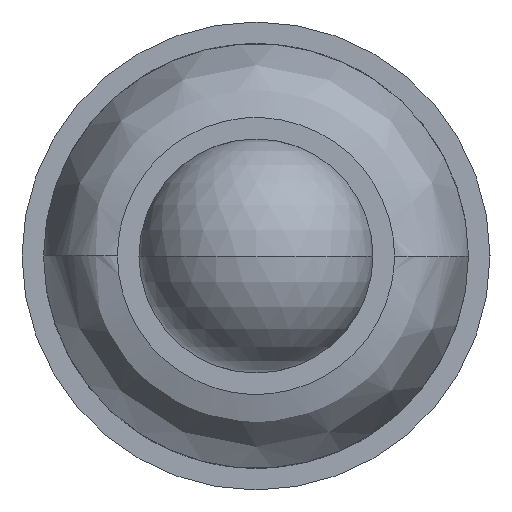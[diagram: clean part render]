
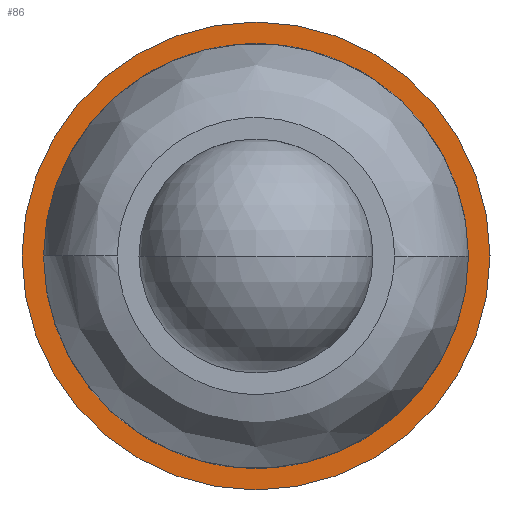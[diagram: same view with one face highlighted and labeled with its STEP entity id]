
A CAD part, left-side view. The second image highlights one B-rep face of the part: STEP entity #86.
In plain terms, the highlighted planar face has unit normal (-1, 0, 0).
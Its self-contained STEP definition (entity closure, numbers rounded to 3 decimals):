
#2 = CARTESIAN_POINT ( 'NONE',  ( -0.51, 0., 0. ) ) ;
#17 = CARTESIAN_POINT ( 'NONE',  ( -0.51, 0., 0. ) ) ;
#61 = VERTEX_POINT ( 'NONE', #699 ) ;
#79 = EDGE_CURVE ( 'NONE', #818, #209, #431, .T. ) ;
#86 = ADVANCED_FACE ( 'NONE', ( #99, #108 ), #518, .T. ) ;
#99 = FACE_BOUND ( 'NONE', #621, .T. ) ;
#108 = FACE_OUTER_BOUND ( 'NONE', #333, .T. ) ;
#124 = DIRECTION ( 'NONE',  ( 0., 1., 0. ) ) ;
#138 = CARTESIAN_POINT ( 'NONE',  ( -0.51, -0.38, 0. ) ) ;
#198 = AXIS2_PLACEMENT_3D ( 'NONE', #2, #786, #713 ) ;
#209 = VERTEX_POINT ( 'NONE', #138 ) ;
#219 = AXIS2_PLACEMENT_3D ( 'NONE', #668, #529, #395 ) ;
#244 = CIRCLE ( 'NONE', #219, 0.345 ) ;
#263 = DIRECTION ( 'NONE',  ( -1., 0., 0. ) ) ;
#265 = CARTESIAN_POINT ( 'NONE',  ( -0.51, 0., 0. ) ) ;
#266 = DIRECTION ( 'NONE',  ( 0., -1., 0. ) ) ;
#275 = CARTESIAN_POINT ( 'NONE',  ( -0.51, -0.345, 0. ) ) ;
#283 = ORIENTED_EDGE ( 'NONE', *, *, #776, .T. ) ;
#333 = EDGE_LOOP ( 'NONE', ( #495, #813 ) ) ;
#363 = EDGE_CURVE ( 'NONE', #812, #61, #637, .T. ) ;
#392 = CARTESIAN_POINT ( 'NONE',  ( -0.51, 0.345, 0. ) ) ;
#395 = DIRECTION ( 'NONE',  ( 0., 1., 0. ) ) ;
#431 = CIRCLE ( 'NONE', #198, 0.38 ) ;
#495 = ORIENTED_EDGE ( 'NONE', *, *, #79, .F. ) ;
#518 = PLANE ( 'NONE',  #631 ) ;
#519 = DIRECTION ( 'NONE',  ( 1., 0., 0. ) ) ;
#529 = DIRECTION ( 'NONE',  ( 1., 0., 0. ) ) ;
#605 = DIRECTION ( 'NONE',  ( 1., 0., 0. ) ) ;
#621 = EDGE_LOOP ( 'NONE', ( #283, #758 ) ) ;
#627 = AXIS2_PLACEMENT_3D ( 'NONE', #265, #519, #124 ) ;
#631 = AXIS2_PLACEMENT_3D ( 'NONE', #392, #263, #266 ) ;
#637 = CIRCLE ( 'NONE', #648, 0.345 ) ;
#648 = AXIS2_PLACEMENT_3D ( 'NONE', #17, #605, #682 ) ;
#660 = CARTESIAN_POINT ( 'NONE',  ( -0.51, 0.38, 0. ) ) ;
#668 = CARTESIAN_POINT ( 'NONE',  ( -0.51, 0., 0. ) ) ;
#682 = DIRECTION ( 'NONE',  ( 0., 1., 0. ) ) ;
#699 = CARTESIAN_POINT ( 'NONE',  ( -0.51, 0.345, 0. ) ) ;
#702 = EDGE_CURVE ( 'NONE', #209, #818, #782, .T. ) ;
#713 = DIRECTION ( 'NONE',  ( 0., 1., 0. ) ) ;
#758 = ORIENTED_EDGE ( 'NONE', *, *, #363, .T. ) ;
#776 = EDGE_CURVE ( 'NONE', #61, #812, #244, .T. ) ;
#782 = CIRCLE ( 'NONE', #627, 0.38 ) ;
#786 = DIRECTION ( 'NONE',  ( 1., 0., 0. ) ) ;
#812 = VERTEX_POINT ( 'NONE', #275 ) ;
#813 = ORIENTED_EDGE ( 'NONE', *, *, #702, .F. ) ;
#818 = VERTEX_POINT ( 'NONE', #660 ) ;
